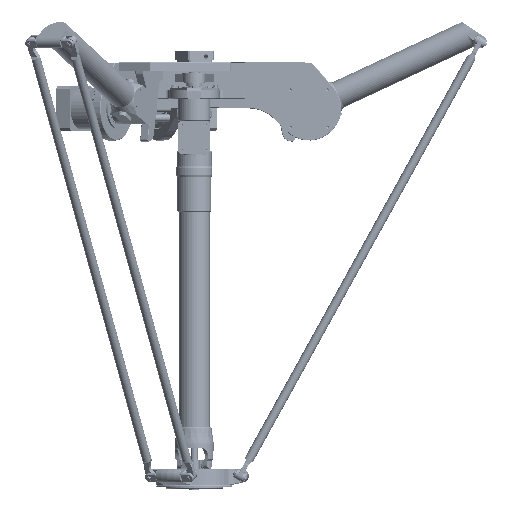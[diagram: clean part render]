
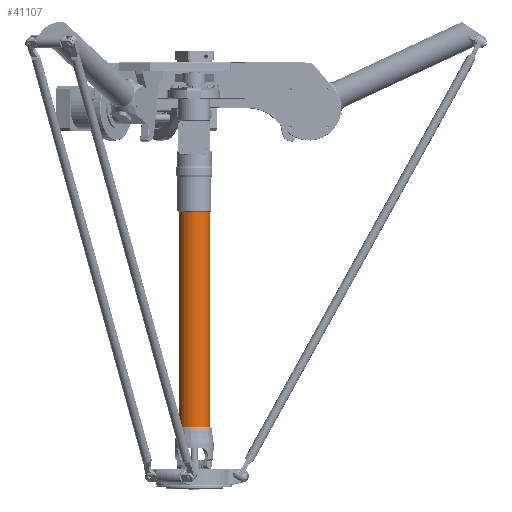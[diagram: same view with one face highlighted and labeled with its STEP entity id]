
A CAD part, front view. The second image highlights one B-rep face of the part: STEP entity #41107.
In plain terms, the highlighted cylindrical face has radius 33.5 mm (diameter 67 mm), a full revolution.
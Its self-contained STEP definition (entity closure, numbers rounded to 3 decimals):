
#1311=CYLINDRICAL_SURFACE('',#45427,33.5);
#2174=FACE_BOUND('',#9872,.T.);
#3746=CIRCLE('',#45333,33.5);
#3779=CIRCLE('',#45415,33.5);
#6588=FACE_OUTER_BOUND('',#9871,.T.);
#9871=EDGE_LOOP('',(#34840));
#9872=EDGE_LOOP('',(#34841));
#19795=VERTEX_POINT('',#76038);
#19866=VERTEX_POINT('',#76395);
#24846=EDGE_CURVE('',#19795,#19795,#3746,.T.);
#24951=EDGE_CURVE('',#19866,#19866,#3779,.T.);
#34840=ORIENTED_EDGE('',*,*,#24846,.F.);
#34841=ORIENTED_EDGE('',*,*,#24951,.T.);
#41107=ADVANCED_FACE('',(#6588,#2174),#1311,.T.);
#45333=AXIS2_PLACEMENT_3D('',#76039,#55970,#55971);
#45415=AXIS2_PLACEMENT_3D('',#76396,#56186,#56187);
#45427=AXIS2_PLACEMENT_3D('',#76412,#56210,#56211);
#55970=DIRECTION('center_axis',(0.,-1.,0.));
#55971=DIRECTION('ref_axis',(1.,0.,0.));
#56186=DIRECTION('center_axis',(0.,-1.,0.));
#56187=DIRECTION('ref_axis',(1.,0.,0.));
#56210=DIRECTION('center_axis',(0.,-1.,0.));
#56211=DIRECTION('ref_axis',(1.,0.,0.));
#76038=CARTESIAN_POINT('',(33.5,0.,0.));
#76039=CARTESIAN_POINT('Origin',(0.,0.,0.));
#76395=CARTESIAN_POINT('',(33.5,468.5,0.));
#76396=CARTESIAN_POINT('Origin',(0.,468.5,0.));
#76412=CARTESIAN_POINT('Origin',(0.,234.25,0.));
